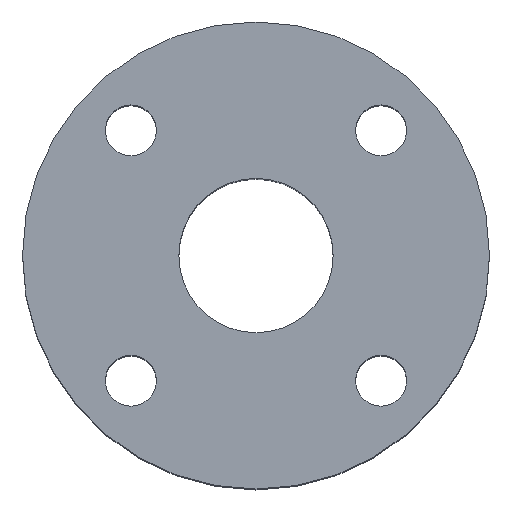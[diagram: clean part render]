
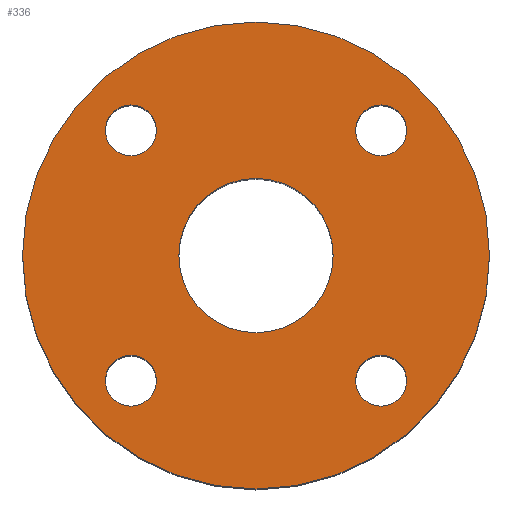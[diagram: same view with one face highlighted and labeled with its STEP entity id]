
A CAD part, top view. The second image highlights one B-rep face of the part: STEP entity #336.
In plain terms, the highlighted planar face has unit normal (0, 0, 1).
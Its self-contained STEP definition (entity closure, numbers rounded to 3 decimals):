
#336 = ADVANCED_FACE ( 'NONE', ( #27022, #24817, #7021, #27167, #6583, #26871 ), #13559, .F. ) ;
#781 = CARTESIAN_POINT ( 'NONE',  ( 44.194, -44.194, 0. ) ) ;
#1388 = EDGE_CURVE ( 'NONE', #21258, #6833, #17491, .T. ) ;
#1556 = ORIENTED_EDGE ( 'NONE', *, *, #21507, .F. ) ;
#1626 = CARTESIAN_POINT ( 'NONE',  ( 44.194, 44.194, 0. ) ) ;
#2139 = DIRECTION ( 'NONE',  ( 0., 0., -1. ) ) ;
#2261 = CARTESIAN_POINT ( 'NONE',  ( -44.194, 44.194, 0. ) ) ;
#2566 = VERTEX_POINT ( 'NONE', #15010 ) ;
#2746 = CIRCLE ( 'NONE', #28275, 82.5 ) ;
#3054 = CARTESIAN_POINT ( 'NONE',  ( 53.194, 44.194, 0. ) ) ;
#3149 = CARTESIAN_POINT ( 'NONE',  ( 35.194, 44.194, 0. ) ) ;
#3218 = VERTEX_POINT ( 'NONE', #27573 ) ;
#3496 = CARTESIAN_POINT ( 'NONE',  ( -82.5, 0., 0. ) ) ;
#4019 = AXIS2_PLACEMENT_3D ( 'NONE', #26207, #14525, #10357 ) ;
#4050 = CARTESIAN_POINT ( 'NONE',  ( 82.5, 0., 0. ) ) ;
#4386 = CARTESIAN_POINT ( 'NONE',  ( -44.194, 44.194, 0. ) ) ;
#5242 = EDGE_LOOP ( 'NONE', ( #1556, #23595 ) ) ;
#5345 = AXIS2_PLACEMENT_3D ( 'NONE', #13378, #8919, #9072 ) ;
#5565 = CARTESIAN_POINT ( 'NONE',  ( 0., 0., 0. ) ) ;
#6524 = CARTESIAN_POINT ( 'NONE',  ( -44.194, -44.194, 0. ) ) ;
#6570 = ORIENTED_EDGE ( 'NONE', *, *, #19169, .F. ) ;
#6583 = FACE_BOUND ( 'NONE', #17605, .T. ) ;
#6611 = DIRECTION ( 'NONE',  ( 0., 0., 1. ) ) ;
#6833 = VERTEX_POINT ( 'NONE', #20455 ) ;
#6878 = DIRECTION ( 'NONE',  ( -1., 0., 0. ) ) ;
#6923 = DIRECTION ( 'NONE',  ( 0., 0., 1. ) ) ;
#7021 = FACE_BOUND ( 'NONE', #9230, .T. ) ;
#7210 = EDGE_LOOP ( 'NONE', ( #27443, #22619 ) ) ;
#7301 = VERTEX_POINT ( 'NONE', #4050 ) ;
#7429 = EDGE_CURVE ( 'NONE', #2566, #28978, #29247, .T. ) ;
#7984 = CIRCLE ( 'NONE', #17474, 9. ) ;
#8688 = CIRCLE ( 'NONE', #16772, 9. ) ;
#8847 = DIRECTION ( 'NONE',  ( 1., 0., 0. ) ) ;
#8919 = DIRECTION ( 'NONE',  ( 0., 0., 1. ) ) ;
#8980 = ORIENTED_EDGE ( 'NONE', *, *, #16666, .F. ) ;
#9072 = DIRECTION ( 'NONE',  ( 1., 0., 0. ) ) ;
#9082 = DIRECTION ( 'NONE',  ( 0., 1., 0. ) ) ;
#9230 = EDGE_LOOP ( 'NONE', ( #20034, #8980 ) ) ;
#9270 = DIRECTION ( 'NONE',  ( 1., 0., 0. ) ) ;
#9438 = AXIS2_PLACEMENT_3D ( 'NONE', #26995, #22706, #22556 ) ;
#9644 = VERTEX_POINT ( 'NONE', #24308 ) ;
#9814 = DIRECTION ( 'NONE',  ( 0., -1., 0. ) ) ;
#9874 = CARTESIAN_POINT ( 'NONE',  ( -53.194, 44.194, 0. ) ) ;
#10357 = DIRECTION ( 'NONE',  ( -1., 0., 0. ) ) ;
#12202 = EDGE_CURVE ( 'NONE', #3218, #25389, #12788, .T. ) ;
#12532 = DIRECTION ( 'NONE',  ( 1., 0., 0. ) ) ;
#12671 = VERTEX_POINT ( 'NONE', #3149 ) ;
#12788 = CIRCLE ( 'NONE', #14680, 9. ) ;
#12812 = CIRCLE ( 'NONE', #16120, 82.5 ) ;
#13038 = CIRCLE ( 'NONE', #25805, 9. ) ;
#13181 = AXIS2_PLACEMENT_3D ( 'NONE', #2261, #18128, #9082 ) ;
#13323 = DIRECTION ( 'NONE',  ( 0., 0., 1. ) ) ;
#13378 = CARTESIAN_POINT ( 'NONE',  ( 44.194, 44.194, 0. ) ) ;
#13391 = EDGE_CURVE ( 'NONE', #20801, #7301, #12812, .T. ) ;
#13559 = PLANE ( 'NONE',  #16547 ) ;
#14166 = VERTEX_POINT ( 'NONE', #25676 ) ;
#14525 = DIRECTION ( 'NONE',  ( 0., 0., 1. ) ) ;
#14680 = AXIS2_PLACEMENT_3D ( 'NONE', #6524, #19884, #24468 ) ;
#15010 = CARTESIAN_POINT ( 'NONE',  ( -35.194, 44.194, 0. ) ) ;
#15264 = EDGE_CURVE ( 'NONE', #27206, #12671, #7984, .T. ) ;
#15426 = CIRCLE ( 'NONE', #28640, 27.25 ) ;
#15447 = EDGE_LOOP ( 'NONE', ( #20579, #6570 ) ) ;
#16120 = AXIS2_PLACEMENT_3D ( 'NONE', #22024, #27040, #18021 ) ;
#16228 = CARTESIAN_POINT ( 'NONE',  ( 0., 27.25, 0. ) ) ;
#16372 = ORIENTED_EDGE ( 'NONE', *, *, #27182, .T. ) ;
#16547 = AXIS2_PLACEMENT_3D ( 'NONE', #16228, #2139, #6878 ) ;
#16666 = EDGE_CURVE ( 'NONE', #28978, #2566, #8688, .T. ) ;
#16720 = CIRCLE ( 'NONE', #5345, 9. ) ;
#16772 = AXIS2_PLACEMENT_3D ( 'NONE', #4386, #6611, #27047 ) ;
#17343 = ORIENTED_EDGE ( 'NONE', *, *, #28988, .F. ) ;
#17409 = ORIENTED_EDGE ( 'NONE', *, *, #23007, .F. ) ;
#17474 = AXIS2_PLACEMENT_3D ( 'NONE', #1626, #13323, #21781 ) ;
#17491 = CIRCLE ( 'NONE', #9438, 9. ) ;
#17605 = EDGE_LOOP ( 'NONE', ( #17409, #17343 ) ) ;
#17755 = CARTESIAN_POINT ( 'NONE',  ( 0., 0., 0. ) ) ;
#18021 = DIRECTION ( 'NONE',  ( 1., 0., 0. ) ) ;
#18128 = DIRECTION ( 'NONE',  ( 0., 0., 1. ) ) ;
#18177 = CARTESIAN_POINT ( 'NONE',  ( 0., 0., 0. ) ) ;
#18401 = CIRCLE ( 'NONE', #21706, 27.25 ) ;
#18931 = DIRECTION ( 'NONE',  ( 0., 0., 1. ) ) ;
#19169 = EDGE_CURVE ( 'NONE', #12671, #27206, #16720, .T. ) ;
#19328 = CARTESIAN_POINT ( 'NONE',  ( 35.194, -44.194, 0. ) ) ;
#19884 = DIRECTION ( 'NONE',  ( 0., 0., 1. ) ) ;
#20034 = ORIENTED_EDGE ( 'NONE', *, *, #7429, .F. ) ;
#20363 = EDGE_CURVE ( 'NONE', #25389, #3218, #21999, .T. ) ;
#20455 = CARTESIAN_POINT ( 'NONE',  ( 53.194, -44.194, 0. ) ) ;
#20579 = ORIENTED_EDGE ( 'NONE', *, *, #15264, .F. ) ;
#20801 = VERTEX_POINT ( 'NONE', #3496 ) ;
#21258 = VERTEX_POINT ( 'NONE', #19328 ) ;
#21369 = DIRECTION ( 'NONE',  ( 0., 0., 1. ) ) ;
#21507 = EDGE_CURVE ( 'NONE', #6833, #21258, #13038, .T. ) ;
#21706 = AXIS2_PLACEMENT_3D ( 'NONE', #5565, #18931, #12532 ) ;
#21781 = DIRECTION ( 'NONE',  ( 1., 0., 0. ) ) ;
#21999 = CIRCLE ( 'NONE', #4019, 9. ) ;
#22024 = CARTESIAN_POINT ( 'NONE',  ( 0., 0., 0. ) ) ;
#22556 = DIRECTION ( 'NONE',  ( 0., -1., 0. ) ) ;
#22619 = ORIENTED_EDGE ( 'NONE', *, *, #12202, .F. ) ;
#22706 = DIRECTION ( 'NONE',  ( 0., 0., 1. ) ) ;
#23007 = EDGE_CURVE ( 'NONE', #9644, #14166, #15426, .T. ) ;
#23595 = ORIENTED_EDGE ( 'NONE', *, *, #1388, .F. ) ;
#24308 = CARTESIAN_POINT ( 'NONE',  ( 27.25, 0., 0. ) ) ;
#24468 = DIRECTION ( 'NONE',  ( -1., 0., 0. ) ) ;
#24817 = FACE_BOUND ( 'NONE', #7210, .T. ) ;
#25389 = VERTEX_POINT ( 'NONE', #28349 ) ;
#25676 = CARTESIAN_POINT ( 'NONE',  ( -27.25, 0., 0. ) ) ;
#25805 = AXIS2_PLACEMENT_3D ( 'NONE', #781, #21369, #9814 ) ;
#26207 = CARTESIAN_POINT ( 'NONE',  ( -44.194, -44.194, 0. ) ) ;
#26871 = FACE_OUTER_BOUND ( 'NONE', #26977, .T. ) ;
#26977 = EDGE_LOOP ( 'NONE', ( #16372, #27322 ) ) ;
#26995 = CARTESIAN_POINT ( 'NONE',  ( 44.194, -44.194, 0. ) ) ;
#27022 = FACE_BOUND ( 'NONE', #5242, .T. ) ;
#27040 = DIRECTION ( 'NONE',  ( 0., 0., 1. ) ) ;
#27047 = DIRECTION ( 'NONE',  ( 0., 1., 0. ) ) ;
#27167 = FACE_BOUND ( 'NONE', #15447, .T. ) ;
#27182 = EDGE_CURVE ( 'NONE', #7301, #20801, #2746, .T. ) ;
#27196 = DIRECTION ( 'NONE',  ( 0., 0., 1. ) ) ;
#27206 = VERTEX_POINT ( 'NONE', #3054 ) ;
#27322 = ORIENTED_EDGE ( 'NONE', *, *, #13391, .T. ) ;
#27443 = ORIENTED_EDGE ( 'NONE', *, *, #20363, .F. ) ;
#27573 = CARTESIAN_POINT ( 'NONE',  ( -53.194, -44.194, 0. ) ) ;
#28275 = AXIS2_PLACEMENT_3D ( 'NONE', #18177, #27196, #9270 ) ;
#28349 = CARTESIAN_POINT ( 'NONE',  ( -35.194, -44.194, 0. ) ) ;
#28640 = AXIS2_PLACEMENT_3D ( 'NONE', #17755, #6923, #8847 ) ;
#28978 = VERTEX_POINT ( 'NONE', #9874 ) ;
#28988 = EDGE_CURVE ( 'NONE', #14166, #9644, #18401, .T. ) ;
#29247 = CIRCLE ( 'NONE', #13181, 9. ) ;
